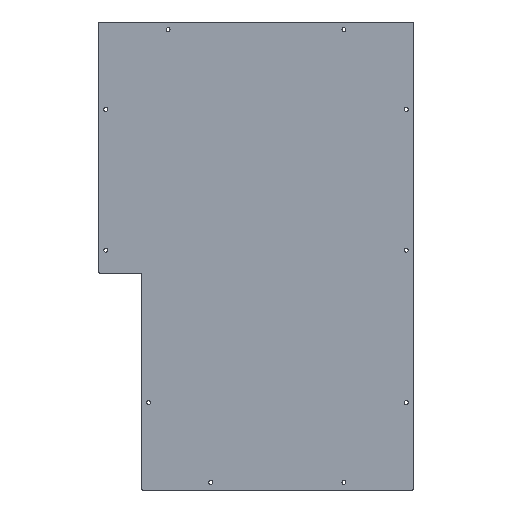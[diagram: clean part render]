
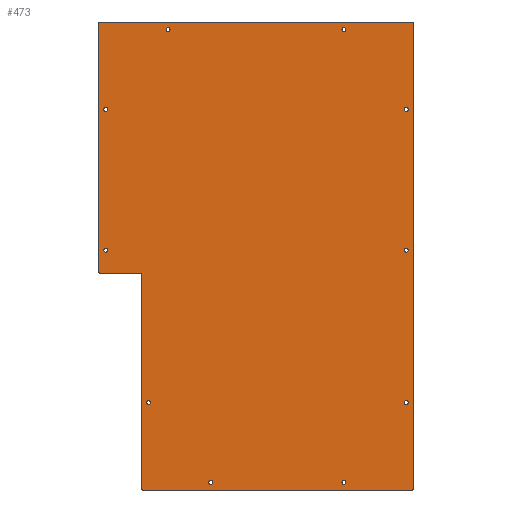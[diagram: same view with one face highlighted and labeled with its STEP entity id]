
A CAD part, left-side view. The second image highlights one B-rep face of the part: STEP entity #473.
In plain terms, the highlighted planar face has unit normal (-1, 0, 0).
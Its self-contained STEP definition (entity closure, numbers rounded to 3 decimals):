
#15=FACE_BOUND('',#72,.T.);
#16=FACE_BOUND('',#73,.T.);
#17=FACE_BOUND('',#74,.T.);
#18=FACE_BOUND('',#75,.T.);
#19=FACE_BOUND('',#76,.T.);
#20=FACE_BOUND('',#77,.T.);
#21=FACE_BOUND('',#78,.T.);
#22=FACE_BOUND('',#79,.T.);
#23=FACE_BOUND('',#80,.T.);
#24=FACE_BOUND('',#81,.T.);
#37=PLANE('',#515);
#47=FACE_OUTER_BOUND('',#71,.T.);
#71=EDGE_LOOP('',(#337,#338,#339,#340,#341,#342,#343,#344,#345,#346,#347,
#348));
#72=EDGE_LOOP('',(#349));
#73=EDGE_LOOP('',(#350));
#74=EDGE_LOOP('',(#351));
#75=EDGE_LOOP('',(#352));
#76=EDGE_LOOP('',(#353));
#77=EDGE_LOOP('',(#354));
#78=EDGE_LOOP('',(#355));
#79=EDGE_LOOP('',(#356));
#80=EDGE_LOOP('',(#357));
#81=EDGE_LOOP('',(#358));
#113=LINE('',#723,#147);
#118=LINE('',#738,#152);
#121=LINE('',#744,#155);
#122=LINE('',#748,#156);
#123=LINE('',#752,#157);
#124=LINE('',#755,#158);
#147=VECTOR('',#575,10.);
#152=VECTOR('',#588,10.);
#155=VECTOR('',#593,10.);
#156=VECTOR('',#596,10.);
#157=VECTOR('',#599,10.);
#158=VECTOR('',#602,10.);
#179=CIRCLE('',#508,0.5);
#182=CIRCLE('',#513,1.);
#183=CIRCLE('',#516,1.);
#184=CIRCLE('',#517,1.);
#185=CIRCLE('',#518,1.);
#186=CIRCLE('',#519,1.);
#187=CIRCLE('',#520,1.7);
#188=CIRCLE('',#521,1.7);
#189=CIRCLE('',#522,1.7);
#190=CIRCLE('',#523,1.7);
#191=CIRCLE('',#524,1.7);
#192=CIRCLE('',#525,1.7);
#193=CIRCLE('',#526,1.7);
#194=CIRCLE('',#527,1.7);
#195=CIRCLE('',#528,1.7);
#196=CIRCLE('',#529,1.7);
#211=VERTEX_POINT('',#713);
#212=VERTEX_POINT('',#714);
#215=VERTEX_POINT('',#722);
#219=VERTEX_POINT('',#731);
#220=VERTEX_POINT('',#733);
#221=VERTEX_POINT('',#737);
#223=VERTEX_POINT('',#743);
#224=VERTEX_POINT('',#745);
#225=VERTEX_POINT('',#747);
#226=VERTEX_POINT('',#749);
#227=VERTEX_POINT('',#751);
#228=VERTEX_POINT('',#754);
#229=VERTEX_POINT('',#757);
#230=VERTEX_POINT('',#759);
#231=VERTEX_POINT('',#761);
#232=VERTEX_POINT('',#763);
#233=VERTEX_POINT('',#765);
#234=VERTEX_POINT('',#767);
#235=VERTEX_POINT('',#769);
#236=VERTEX_POINT('',#771);
#237=VERTEX_POINT('',#773);
#238=VERTEX_POINT('',#775);
#255=EDGE_CURVE('',#211,#212,#179,.T.);
#259=EDGE_CURVE('',#215,#212,#113,.T.);
#264=EDGE_CURVE('',#219,#220,#182,.T.);
#266=EDGE_CURVE('',#221,#220,#118,.T.);
#269=EDGE_CURVE('',#219,#223,#121,.T.);
#270=EDGE_CURVE('',#224,#223,#183,.T.);
#271=EDGE_CURVE('',#224,#225,#122,.T.);
#272=EDGE_CURVE('',#226,#225,#184,.T.);
#273=EDGE_CURVE('',#226,#227,#123,.T.);
#274=EDGE_CURVE('',#215,#227,#185,.T.);
#275=EDGE_CURVE('',#211,#228,#124,.T.);
#276=EDGE_CURVE('',#221,#228,#186,.T.);
#277=EDGE_CURVE('',#229,#229,#187,.T.);
#278=EDGE_CURVE('',#230,#230,#188,.T.);
#279=EDGE_CURVE('',#231,#231,#189,.T.);
#280=EDGE_CURVE('',#232,#232,#190,.T.);
#281=EDGE_CURVE('',#233,#233,#191,.T.);
#282=EDGE_CURVE('',#234,#234,#192,.T.);
#283=EDGE_CURVE('',#235,#235,#193,.T.);
#284=EDGE_CURVE('',#236,#236,#194,.T.);
#285=EDGE_CURVE('',#237,#237,#195,.T.);
#286=EDGE_CURVE('',#238,#238,#196,.T.);
#337=ORIENTED_EDGE('',*,*,#264,.F.);
#338=ORIENTED_EDGE('',*,*,#269,.T.);
#339=ORIENTED_EDGE('',*,*,#270,.F.);
#340=ORIENTED_EDGE('',*,*,#271,.T.);
#341=ORIENTED_EDGE('',*,*,#272,.F.);
#342=ORIENTED_EDGE('',*,*,#273,.T.);
#343=ORIENTED_EDGE('',*,*,#274,.F.);
#344=ORIENTED_EDGE('',*,*,#259,.T.);
#345=ORIENTED_EDGE('',*,*,#255,.F.);
#346=ORIENTED_EDGE('',*,*,#275,.T.);
#347=ORIENTED_EDGE('',*,*,#276,.F.);
#348=ORIENTED_EDGE('',*,*,#266,.T.);
#349=ORIENTED_EDGE('',*,*,#277,.F.);
#350=ORIENTED_EDGE('',*,*,#278,.F.);
#351=ORIENTED_EDGE('',*,*,#279,.F.);
#352=ORIENTED_EDGE('',*,*,#280,.F.);
#353=ORIENTED_EDGE('',*,*,#281,.F.);
#354=ORIENTED_EDGE('',*,*,#282,.F.);
#355=ORIENTED_EDGE('',*,*,#283,.F.);
#356=ORIENTED_EDGE('',*,*,#284,.F.);
#357=ORIENTED_EDGE('',*,*,#285,.F.);
#358=ORIENTED_EDGE('',*,*,#286,.F.);
#473=ADVANCED_FACE('',(#47,#15,#16,#17,#18,#19,#20,#21,#22,#23,#24),#37,
 .F.);
#508=AXIS2_PLACEMENT_3D('',#715,#567,#568);
#513=AXIS2_PLACEMENT_3D('',#734,#583,#584);
#515=AXIS2_PLACEMENT_3D('',#742,#591,#592);
#516=AXIS2_PLACEMENT_3D('',#746,#594,#595);
#517=AXIS2_PLACEMENT_3D('',#750,#597,#598);
#518=AXIS2_PLACEMENT_3D('',#753,#600,#601);
#519=AXIS2_PLACEMENT_3D('',#756,#603,#604);
#520=AXIS2_PLACEMENT_3D('',#758,#605,#606);
#521=AXIS2_PLACEMENT_3D('',#760,#607,#608);
#522=AXIS2_PLACEMENT_3D('',#762,#609,#610);
#523=AXIS2_PLACEMENT_3D('',#764,#611,#612);
#524=AXIS2_PLACEMENT_3D('',#766,#613,#614);
#525=AXIS2_PLACEMENT_3D('',#768,#615,#616);
#526=AXIS2_PLACEMENT_3D('',#770,#617,#618);
#527=AXIS2_PLACEMENT_3D('',#772,#619,#620);
#528=AXIS2_PLACEMENT_3D('',#774,#621,#622);
#529=AXIS2_PLACEMENT_3D('',#776,#623,#624);
#567=DIRECTION('center_axis',(-1.,0.,0.));
#568=DIRECTION('ref_axis',(0.,-0.707,0.707));
#575=DIRECTION('',(0.,-1.,0.));
#583=DIRECTION('center_axis',(1.,0.,0.));
#584=DIRECTION('ref_axis',(0.,-0.707,-0.707));
#588=DIRECTION('',(0.,-1.,0.));
#591=DIRECTION('center_axis',(1.,0.,0.));
#592=DIRECTION('ref_axis',(0.,1.,0.));
#593=DIRECTION('',(0.,0.,1.));
#594=DIRECTION('center_axis',(1.,0.,0.));
#595=DIRECTION('ref_axis',(0.,-0.707,0.707));
#596=DIRECTION('',(0.,1.,0.));
#597=DIRECTION('center_axis',(1.,0.,0.));
#598=DIRECTION('ref_axis',(0.,0.707,0.707));
#599=DIRECTION('',(0.,0.,-1.));
#600=DIRECTION('center_axis',(1.,0.,0.));
#601=DIRECTION('ref_axis',(0.,0.707,-0.707));
#602=DIRECTION('',(0.,0.,-1.));
#603=DIRECTION('center_axis',(1.,0.,0.));
#604=DIRECTION('ref_axis',(0.,0.707,-0.707));
#605=DIRECTION('center_axis',(-1.,0.,0.));
#606=DIRECTION('ref_axis',(0.,1.,0.));
#607=DIRECTION('center_axis',(-1.,0.,0.));
#608=DIRECTION('ref_axis',(0.,1.,0.));
#609=DIRECTION('center_axis',(-1.,0.,0.));
#610=DIRECTION('ref_axis',(0.,1.,0.));
#611=DIRECTION('center_axis',(-1.,0.,0.));
#612=DIRECTION('ref_axis',(0.,1.,0.));
#613=DIRECTION('center_axis',(-1.,0.,0.));
#614=DIRECTION('ref_axis',(0.,1.,0.));
#615=DIRECTION('center_axis',(-1.,0.,0.));
#616=DIRECTION('ref_axis',(0.,1.,0.));
#617=DIRECTION('center_axis',(-1.,0.,0.));
#618=DIRECTION('ref_axis',(0.,1.,0.));
#619=DIRECTION('center_axis',(-1.,0.,0.));
#620=DIRECTION('ref_axis',(0.,1.,0.));
#621=DIRECTION('center_axis',(-1.,0.,0.));
#622=DIRECTION('ref_axis',(0.,1.,0.));
#623=DIRECTION('center_axis',(-1.,0.,0.));
#624=DIRECTION('ref_axis',(0.,1.,0.));
#713=CARTESIAN_POINT('',(0.,233.,185.));
#714=CARTESIAN_POINT('',(0.,233.5,185.5));
#715=CARTESIAN_POINT('Origin',(0.,233.5,185.));
#722=CARTESIAN_POINT('',(0.,268.5,185.5));
#723=CARTESIAN_POINT('',(0.,269.5,185.5));
#731=CARTESIAN_POINT('',(0.,0.5,1.5));
#733=CARTESIAN_POINT('',(0.,1.5,0.5));
#734=CARTESIAN_POINT('Origin',(0.,1.5,1.5));
#737=CARTESIAN_POINT('',(0.,232.,0.5));
#738=CARTESIAN_POINT('',(0.,233.,0.5));
#742=CARTESIAN_POINT('Origin',(0.,135.,200.));
#743=CARTESIAN_POINT('',(0.,0.5,398.5));
#744=CARTESIAN_POINT('',(0.,0.5,0.5));
#745=CARTESIAN_POINT('',(0.,1.5,399.5));
#746=CARTESIAN_POINT('Origin',(0.,1.5,398.5));
#747=CARTESIAN_POINT('',(0.,268.5,399.5));
#748=CARTESIAN_POINT('',(0.,0.5,399.5));
#749=CARTESIAN_POINT('',(0.,269.5,398.5));
#750=CARTESIAN_POINT('Origin',(0.,268.5,398.5));
#751=CARTESIAN_POINT('',(0.,269.5,186.5));
#752=CARTESIAN_POINT('',(0.,269.5,399.5));
#753=CARTESIAN_POINT('Origin',(0.,268.5,186.5));
#754=CARTESIAN_POINT('',(0.,233.,1.5));
#755=CARTESIAN_POINT('',(0.,233.,185.5));
#756=CARTESIAN_POINT('Origin',(0.,232.,1.5));
#757=CARTESIAN_POINT('',(0.,261.3,205.));
#758=CARTESIAN_POINT('Origin',(0.,263.,205.));
#759=CARTESIAN_POINT('',(0.,171.8,7.));
#760=CARTESIAN_POINT('Origin',(0.,173.5,7.));
#761=CARTESIAN_POINT('',(0.,224.8,75.));
#762=CARTESIAN_POINT('Origin',(0.,226.5,75.));
#763=CARTESIAN_POINT('',(0.,5.3,75.));
#764=CARTESIAN_POINT('Origin',(0.,7.,75.));
#765=CARTESIAN_POINT('',(0.,5.3,325.));
#766=CARTESIAN_POINT('Origin',(0.,7.,325.));
#767=CARTESIAN_POINT('',(0.,261.3,325.));
#768=CARTESIAN_POINT('Origin',(0.,263.,325.));
#769=CARTESIAN_POINT('',(0.,5.3,205.));
#770=CARTESIAN_POINT('Origin',(0.,7.,205.));
#771=CARTESIAN_POINT('',(0.,58.3,393.));
#772=CARTESIAN_POINT('Origin',(0.,60.,393.));
#773=CARTESIAN_POINT('',(0.,58.3,7.));
#774=CARTESIAN_POINT('Origin',(0.,60.,7.));
#775=CARTESIAN_POINT('',(0.,208.3,393.));
#776=CARTESIAN_POINT('Origin',(0.,210.,393.));
